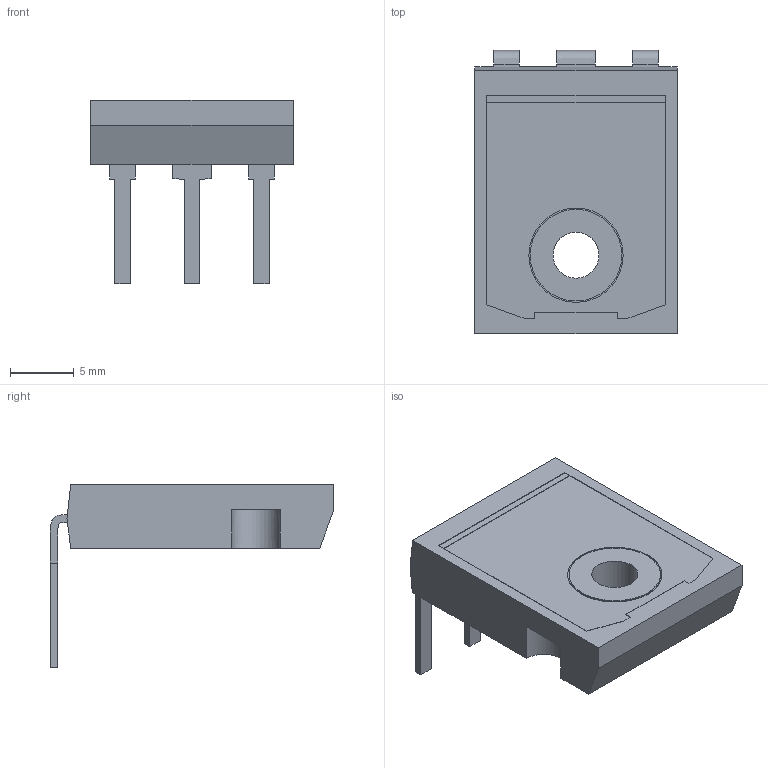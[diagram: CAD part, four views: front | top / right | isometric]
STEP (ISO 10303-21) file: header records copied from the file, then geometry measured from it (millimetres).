
FILE_DESCRIPTION(('FreeCAD Model'),'2;1');
FILE_NAME('Open CASCADE Shape Model','2023-12-06T14:18:38',( 'kicad StepUp'),('ksu MCAD'),'Open CASCADE STEP processor 7.6', 'FreeCAD','Unknown');
FILE_SCHEMA(('AUTOMOTIVE_DESIGN { 1 0 10303 214 1 1 1 1 }'));
Length unit declared in the file: millimetre
Products named in the file (1): TO-247-3_Horizontal_TabUp
Bounding box: 15.9 x 22.27 x 14.4 mm (x, y, z)
Volume: 1582.7 mm3; surface area: 1226.1 mm2
Topology: 1 solids, 1 shells, 73 faces, 204 edges, 136 vertices
Faces by surface type: plane 62, extrusion 6, cylinder 5
Full cylindrical faces by diameter (mm): 3.61 x1, 7.19 x1, 7.4 x1
Entity records: 2881 total; most frequent: CARTESIAN_POINT 468, ORIENTED_EDGE 408, DIRECTION 348, EDGE_CURVE 204, VECTOR 184, LINE 178, VERTEX_POINT 136, AXIS2_PLACEMENT_3D 82
